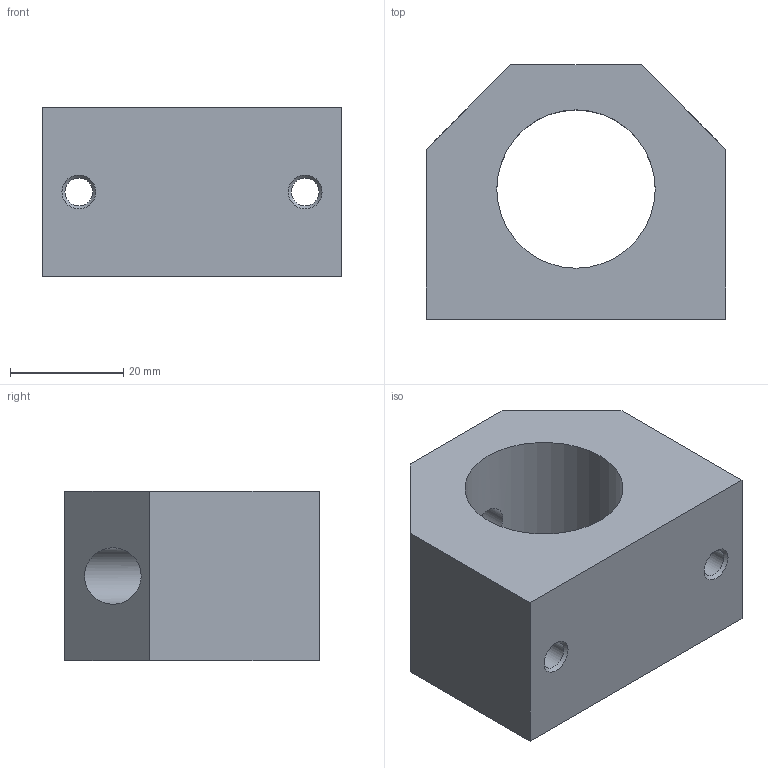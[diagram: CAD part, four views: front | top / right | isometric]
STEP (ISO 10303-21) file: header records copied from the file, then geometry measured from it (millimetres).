
FILE_DESCRIPTION( ( 'STEP AP214' ), '1' );
FILE_NAME( 'AGC-20_2_14a.stp', ' ', ( ' ' ), ( ' ' ), 'PSStep 15.0.47', 'PARTsolutions', ' ' );
FILE_SCHEMA( ( 'AUTOMOTIVE_DESIGN { 1 0 10303 214 1 1 1 1 }' ) );
Length unit declared in the file: millimetre
Products named in the file (1): HI_AGC-20
Bounding box: 53 x 45 x 30 mm (x, y, z)
Volume: 42923.4 mm3; surface area: 12614.8 mm2
Topology: 1 solids, 1 shells, 19 faces, 44 edges, 29 vertices
Faces by surface type: plane 10, cylinder 6, cone 3
Full cylindrical faces by diameter (mm): 4.917 x2, 6.647 x1, 10 x2, 28 x1
Entity records: 726 total; most frequent: CARTESIAN_POINT 143, DIRECTION 86, ORIENTED_EDGE 66, EDGE_LOOP 38, AXIS2_PLACEMENT_3D 34, EDGE_CURVE 33, VERTEX_POINT 27, FACE_OUTER_BOUND 25
